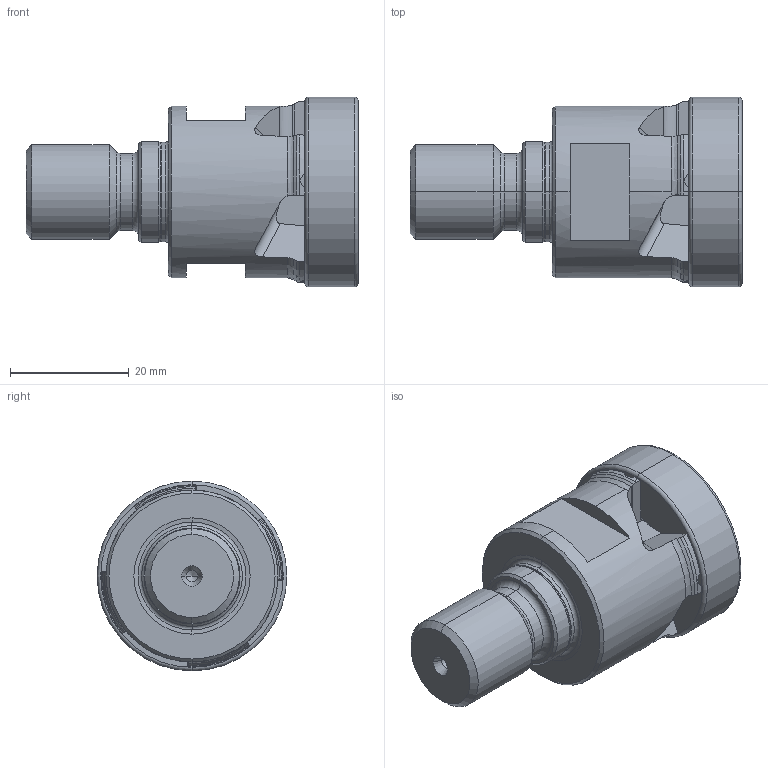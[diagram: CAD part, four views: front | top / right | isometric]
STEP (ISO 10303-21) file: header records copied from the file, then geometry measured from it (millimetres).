
FILE_DESCRIPTION (( 'STEP AP214' ), '1' );
FILE_NAME ('ESF_32_M16_328_4.STEP', '2016-07-08T09:16:12', ( '' ), ( '' ), 'SwSTEP 2.0', 'SolidWorks 2016', '' );
FILE_SCHEMA (( 'AUTOMOTIVE_DESIGN' ));
Length unit declared in the file: millimetre
Products named in the file (1): ESF_32_M16_328_4
Bounding box: 55.99 x 32.01 x 32.01 mm (x, y, z)
Volume: 25088.1 mm3; surface area: 6644.9 mm2
Topology: 1 solids, 1 shells, 149 faces, 411 edges, 258 vertices
Faces by surface type: plane 44, cylinder 42, torus 33, cone 30
Entity records: 5359 total; most frequent: CARTESIAN_POINT 1358, ORIENTED_EDGE 814, DIRECTION 746, EDGE_CURVE 407, AXIS2_PLACEMENT_3D 302, VERTEX_POINT 258, EDGE_LOOP 155, CIRCLE 152
